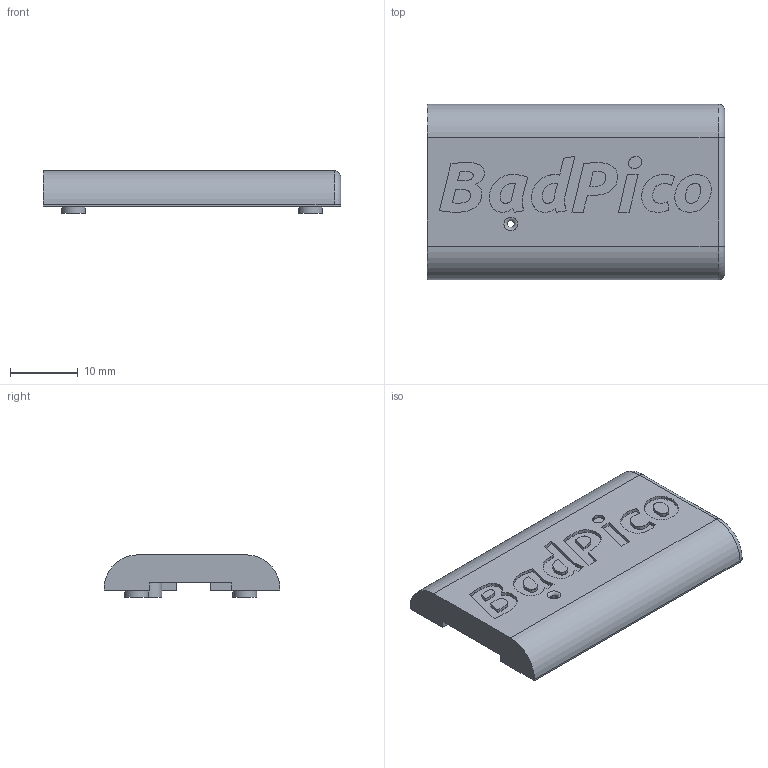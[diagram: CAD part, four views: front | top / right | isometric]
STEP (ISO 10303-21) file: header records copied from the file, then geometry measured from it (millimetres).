
FILE_DESCRIPTION(('FreeCAD Model'),'2;1');
FILE_NAME('Open CASCADE Shape Model','2022-04-01T10:27:55',('Author'),( ''),'Open CASCADE STEP processor 7.5','FreeCAD','Unknown');
FILE_SCHEMA(('AUTOMOTIVE_DESIGN { 1 0 10303 214 1 1 1 1 }'));
Length unit declared in the file: millimetre
Products named in the file (1): Top
Bounding box: 44 x 26 x 6.25 mm (x, y, z)
Volume: 2749.3 mm3; surface area: 3460 mm2
Topology: 1 solids, 1 shells, 267 faces, 725 edges, 479 vertices
Faces by surface type: extrusion 174, plane 65, cylinder 22, bspline 3, torus 3
Full cylindrical faces by diameter (mm): 1 x1, 1.5 x4, 3.5 x4
Entity records: 18504 total; most frequent: CARTESIAN_POINT 5219, DIRECTION 1843, VECTOR 1549, ORIENTED_EDGE 1450, PCURVE 1450, DEFINITIONAL_REPRESENTATION 1450, LINE 1375, B_SPLINE_CURVE_WITH_KNOTS 883
